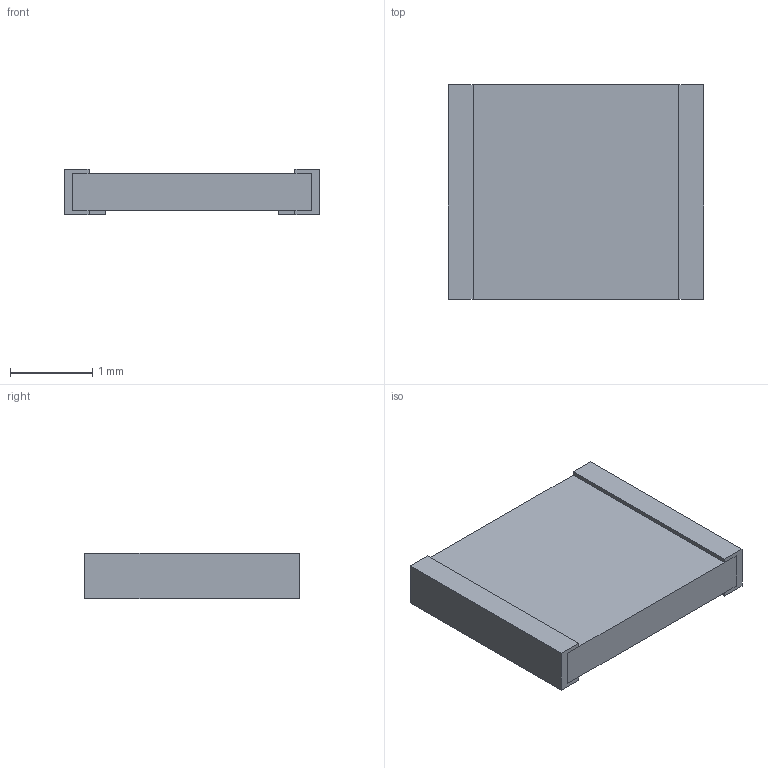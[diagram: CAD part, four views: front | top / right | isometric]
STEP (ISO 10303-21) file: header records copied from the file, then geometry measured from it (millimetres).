
FILE_DESCRIPTION (( 'STEP AP214' ), '1' );
FILE_NAME ('R1210_L3.2-W2.6-H0.6.step', '2022-07-28T08:34:14', ( '' ), ( '' ), 'SwSTEP 2.0', 'SolidWorks 2020', '' );
FILE_SCHEMA (( 'AUTOMOTIVE_DESIGN' ));
Length unit declared in the file: millimetre
Products named in the file (1): R1210_L3.2-W2.6-H0.6
Bounding box: 3.1 x 2.6 x 0.55 mm (x, y, z)
Volume: 3.8 mm3; surface area: 22.5 mm2
Topology: 1 solids, 1 shells, 250 faces, 687 edges, 458 vertices
Faces by surface type: plane 152, bspline 98
Entity records: 11090 total; most frequent: CARTESIAN_POINT 2702, ORIENTED_EDGE 1374, DIRECTION 793, EDGE_CURVE 687, LINE 487, VECTOR 487, VERTEX_POINT 458, EDGE_LOOP 269
